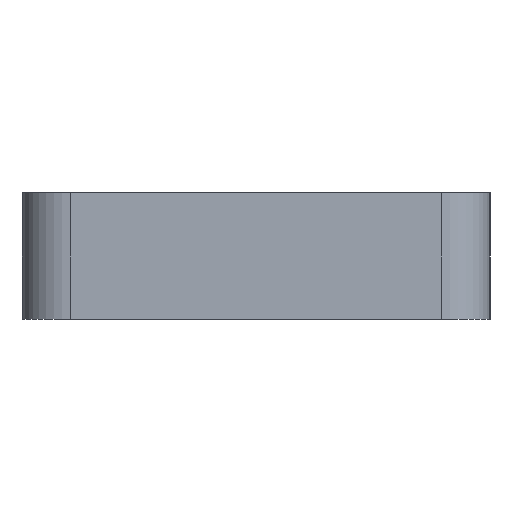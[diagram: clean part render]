
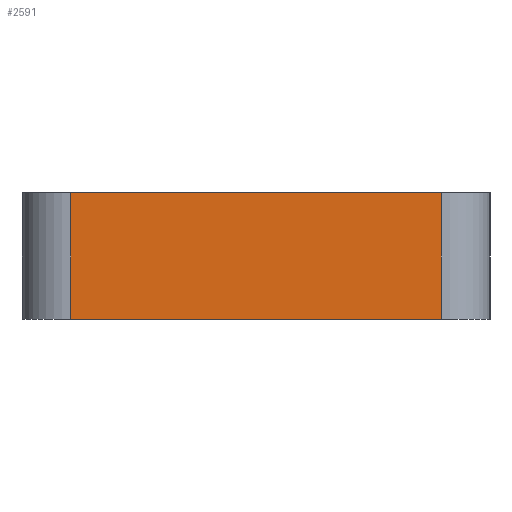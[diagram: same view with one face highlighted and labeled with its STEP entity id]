
A CAD part, left-side view. The second image highlights one B-rep face of the part: STEP entity #2591.
In plain terms, the highlighted planar face has unit normal (-1, 0, 0).
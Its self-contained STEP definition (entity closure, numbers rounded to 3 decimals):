
#364=FACE_OUTER_BOUND('',#506,.T.);
#506=EDGE_LOOP('',(#2233,#2234,#2235,#2236));
#738=LINE('',#5674,#977);
#748=LINE('',#5708,#987);
#750=LINE('',#5714,#989);
#751=LINE('',#5715,#990);
#977=VECTOR('',#3051,10.);
#987=VECTOR('',#3083,10.);
#989=VECTOR('',#3089,10.);
#990=VECTOR('',#3090,10.);
#1236=VERTEX_POINT('',#5671);
#1237=VERTEX_POINT('',#5673);
#1250=VERTEX_POINT('',#5707);
#1252=VERTEX_POINT('',#5713);
#1601=EDGE_CURVE('',#1236,#1237,#738,.T.);
#1618=EDGE_CURVE('',#1237,#1250,#748,.T.);
#1621=EDGE_CURVE('',#1252,#1236,#750,.T.);
#1622=EDGE_CURVE('',#1252,#1250,#751,.T.);
#2233=ORIENTED_EDGE('',*,*,#1618,.F.);
#2234=ORIENTED_EDGE('',*,*,#1601,.F.);
#2235=ORIENTED_EDGE('',*,*,#1621,.F.);
#2236=ORIENTED_EDGE('',*,*,#1622,.T.);
#2459=PLANE('',#2694);
#2591=ADVANCED_FACE('',(#364),#2459,.T.);
#2694=AXIS2_PLACEMENT_3D('',#5712,#3087,#3088);
#3051=DIRECTION('',(0.,-1.,0.));
#3083=DIRECTION('',(0.,0.,-1.));
#3087=DIRECTION('center_axis',(-1.,0.,0.));
#3088=DIRECTION('ref_axis',(0.,-1.,0.));
#3089=DIRECTION('',(0.,0.,1.));
#3090=DIRECTION('',(0.,-1.,0.));
#5671=CARTESIAN_POINT('',(-160.19,88.933,0.881));
#5673=CARTESIAN_POINT('',(-160.19,50.846,0.881));
#5674=CARTESIAN_POINT('',(-160.19,93.933,0.881));
#5707=CARTESIAN_POINT('',(-160.19,50.846,-12.119));
#5708=CARTESIAN_POINT('',(-160.19,50.846,-12.119));
#5712=CARTESIAN_POINT('Origin',(-160.19,93.933,-12.119));
#5713=CARTESIAN_POINT('',(-160.19,88.933,-12.119));
#5714=CARTESIAN_POINT('',(-160.19,88.933,-12.119));
#5715=CARTESIAN_POINT('',(-160.19,93.933,-12.119));
